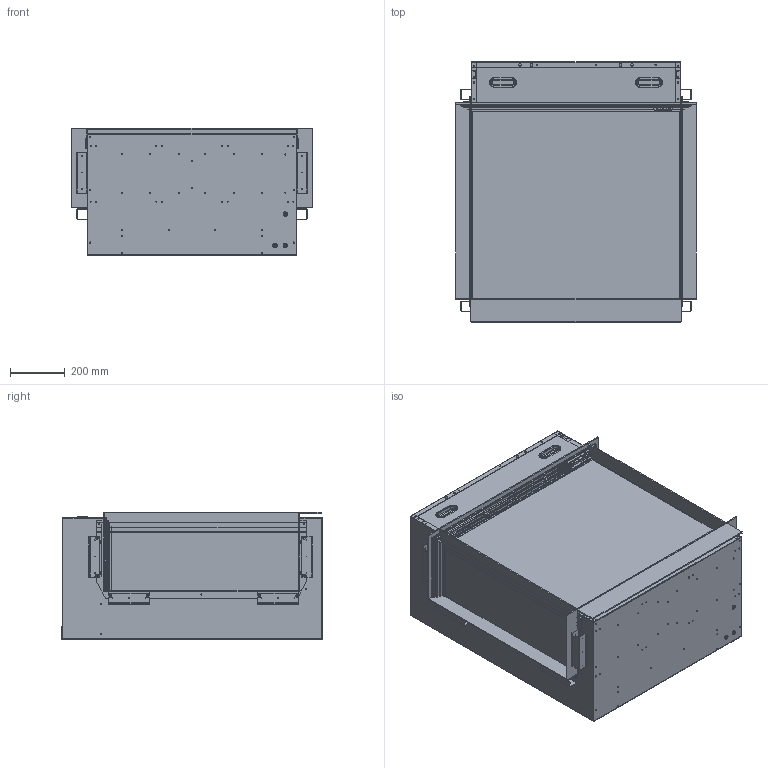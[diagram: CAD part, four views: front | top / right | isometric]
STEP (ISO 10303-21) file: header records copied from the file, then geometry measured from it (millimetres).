
FILE_DESCRIPTION (( 'STEP AP214' ), '1' );
FILE_NAME ('Aspire 30 (ASP30-EU)_defeature.STEP', '2024-07-18T14:18:47', ( '' ), ( '' ), 'SwSTEP 2.0', 'SolidWorks 2023', '' );
FILE_SCHEMA (( 'AUTOMOTIVE_DESIGN' ));
Length unit declared in the file: millimetre
Products named in the file (1): Aspire 30 (ASP30-EU)_defeature
Bounding box: 880.3 x 953.4 x 466.51 mm (x, y, z)
Surface area: 6081452.2 mm2 (no closed solid volume)
Topology: 0 solids, 63 shells, 878 faces, 4369 edges, 3442 vertices
Faces by surface type: plane 415, cylinder 353, torus 69, cone 34, bspline 7
Entity records: 60818 total; most frequent: CARTESIAN_POINT 15471, DIRECTION 7755, ORIENTED_EDGE 5848, EDGE_CURVE 4369, VERTEX_POINT 3442, AXIS2_PLACEMENT_3D 2738, LINE 2279, VECTOR 2279
